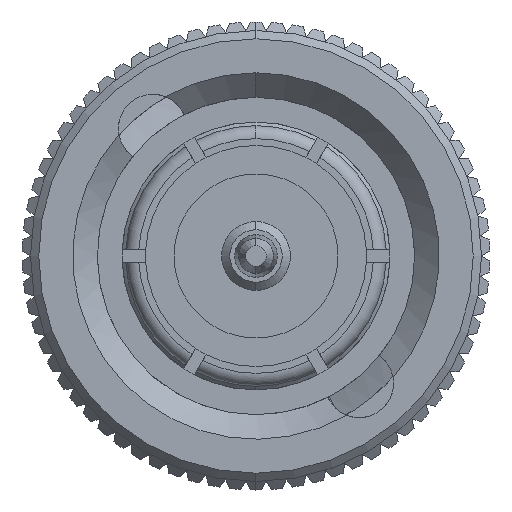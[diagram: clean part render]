
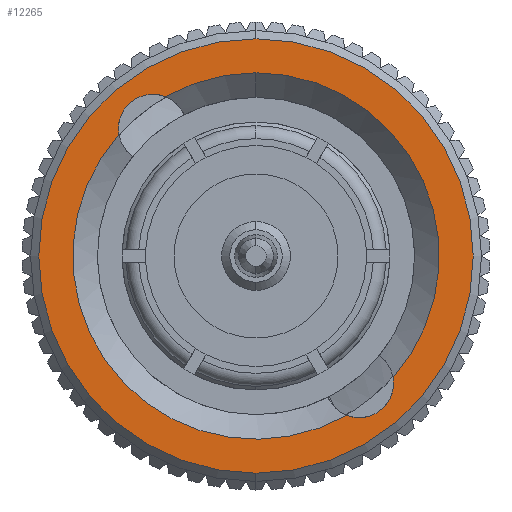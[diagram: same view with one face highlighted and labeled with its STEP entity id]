
A CAD part, left-side view. The second image highlights one B-rep face of the part: STEP entity #12265.
In plain terms, the highlighted planar face has unit normal (-1, 0, 0).
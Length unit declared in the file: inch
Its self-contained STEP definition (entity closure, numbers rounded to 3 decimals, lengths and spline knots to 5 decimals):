
#75 = CIRCLE ( 'NONE', #7899, 0.265 ) ;
#341 = DIRECTION ( 'NONE',  ( 0., 0., -1. ) ) ;
#417 = CARTESIAN_POINT ( 'NONE',  ( 0., 0., 0. ) ) ;
#444 = VERTEX_POINT ( 'NONE', #4851 ) ;
#621 = DIRECTION ( 'NONE',  ( -1., 0., 0. ) ) ;
#745 = AXIS2_PLACEMENT_3D ( 'NONE', #11060, #2861, #9046 ) ;
#1162 = CIRCLE ( 'NONE', #11565, 0.0419 ) ;
#1199 = CARTESIAN_POINT ( 'NONE',  ( 0., 0., 0. ) ) ;
#1238 = EDGE_CURVE ( 'NONE', #2837, #8594, #7074, .T. ) ;
#1609 = AXIS2_PLACEMENT_3D ( 'NONE', #8578, #3416, #341 ) ;
#2487 = CIRCLE ( 'NONE', #745, 0.0419 ) ;
#2837 = VERTEX_POINT ( 'NONE', #10081 ) ;
#2861 = DIRECTION ( 'NONE',  ( -1., 0., 0. ) ) ;
#2991 = CIRCLE ( 'NONE', #13156, 0.2235 ) ;
#3125 = EDGE_LOOP ( 'NONE', ( #3448, #8303 ) ) ;
#3190 = EDGE_CURVE ( 'NONE', #444, #11528, #2991, .T. ) ;
#3309 = DIRECTION ( 'NONE',  ( 0., 0., -1. ) ) ;
#3416 = DIRECTION ( 'NONE',  ( -1., 0., 0. ) ) ;
#3448 = ORIENTED_EDGE ( 'NONE', *, *, #1238, .T. ) ;
#3878 = CARTESIAN_POINT ( 'NONE',  ( 0., 0., 0. ) ) ;
#4241 = CARTESIAN_POINT ( 'NONE',  ( 0., -0.11042, -0.19432 ) ) ;
#4564 = CIRCLE ( 'NONE', #8690, 0.2235 ) ;
#4573 = AXIS2_PLACEMENT_3D ( 'NONE', #417, #7772, #10670 ) ;
#4616 = CARTESIAN_POINT ( 'NONE',  ( 0., 0., 0.2235 ) ) ;
#4620 = EDGE_CURVE ( 'NONE', #444, #5452, #2487, .T. ) ;
#4829 = DIRECTION ( 'NONE',  ( -1., 0., 0. ) ) ;
#4851 = CARTESIAN_POINT ( 'NONE',  ( 0., 0.11042, 0.19432 ) ) ;
#5049 = EDGE_CURVE ( 'NONE', #7327, #9350, #1162, .T. ) ;
#5285 = EDGE_CURVE ( 'NONE', #5452, #10276, #11343, .T. ) ;
#5319 = EDGE_CURVE ( 'NONE', #8594, #2837, #75, .T. ) ;
#5452 = VERTEX_POINT ( 'NONE', #8155 ) ;
#5465 = FACE_OUTER_BOUND ( 'NONE', #3125, .T. ) ;
#5506 = AXIS2_PLACEMENT_3D ( 'NONE', #7821, #5519, #12813 ) ;
#5519 = DIRECTION ( 'NONE',  ( 1., 0., 0. ) ) ;
#5642 = CARTESIAN_POINT ( 'NONE',  ( 0., -0.12592, -0.15539 ) ) ;
#5666 = DIRECTION ( 'NONE',  ( 1., 0., 0. ) ) ;
#5805 = ORIENTED_EDGE ( 'NONE', *, *, #11202, .T. ) ;
#6350 = ORIENTED_EDGE ( 'NONE', *, *, #3190, .T. ) ;
#6914 = DIRECTION ( 'NONE',  ( -1., 0., 0. ) ) ;
#7074 = CIRCLE ( 'NONE', #8376, 0.265 ) ;
#7327 = VERTEX_POINT ( 'NONE', #4241 ) ;
#7772 = DIRECTION ( 'NONE',  ( 1., 0., 0. ) ) ;
#7821 = CARTESIAN_POINT ( 'NONE',  ( 0., 0., 0. ) ) ;
#7880 = DIRECTION ( 'NONE',  ( 0., 0., -1. ) ) ;
#7899 = AXIS2_PLACEMENT_3D ( 'NONE', #3878, #4829, #7880 ) ;
#8155 = CARTESIAN_POINT ( 'NONE',  ( 0., 0.12592, 0.19729 ) ) ;
#8303 = ORIENTED_EDGE ( 'NONE', *, *, #5319, .T. ) ;
#8376 = AXIS2_PLACEMENT_3D ( 'NONE', #8992, #621, #13098 ) ;
#8578 = CARTESIAN_POINT ( 'NONE',  ( 0., 0.12592, 0.15539 ) ) ;
#8585 = DIRECTION ( 'NONE',  ( 0., 0., -1. ) ) ;
#8594 = VERTEX_POINT ( 'NONE', #11304 ) ;
#8690 = AXIS2_PLACEMENT_3D ( 'NONE', #1199, #12577, #3309 ) ;
#8992 = CARTESIAN_POINT ( 'NONE',  ( 0., 0., 0. ) ) ;
#9046 = DIRECTION ( 'NONE',  ( 0., 0., -1. ) ) ;
#9081 = ORIENTED_EDGE ( 'NONE', *, *, #5049, .F. ) ;
#9326 = ORIENTED_EDGE ( 'NONE', *, *, #12049, .T. ) ;
#9350 = VERTEX_POINT ( 'NONE', #10179 ) ;
#10081 = CARTESIAN_POINT ( 'NONE',  ( 0., 0., -0.265 ) ) ;
#10179 = CARTESIAN_POINT ( 'NONE',  ( 0., -0.16722, -0.14829 ) ) ;
#10276 = VERTEX_POINT ( 'NONE', #12602 ) ;
#10670 = DIRECTION ( 'NONE',  ( 0., 1., 0. ) ) ;
#10713 = EDGE_LOOP ( 'NONE', ( #9081, #9326, #11224, #12244, #6350, #5805 ) ) ;
#11035 = DIRECTION ( 'NONE',  ( 0., 0., -1. ) ) ;
#11060 = CARTESIAN_POINT ( 'NONE',  ( 0., 0.12592, 0.15539 ) ) ;
#11202 = EDGE_CURVE ( 'NONE', #11528, #9350, #11989, .T. ) ;
#11224 = ORIENTED_EDGE ( 'NONE', *, *, #5285, .F. ) ;
#11304 = CARTESIAN_POINT ( 'NONE',  ( 0., 0., 0.265 ) ) ;
#11343 = CIRCLE ( 'NONE', #1609, 0.0419 ) ;
#11528 = VERTEX_POINT ( 'NONE', #4616 ) ;
#11565 = AXIS2_PLACEMENT_3D ( 'NONE', #5642, #6914, #11035 ) ;
#11743 = CARTESIAN_POINT ( 'NONE',  ( 0., 0., 0. ) ) ;
#11744 = FACE_BOUND ( 'NONE', #10713, .T. ) ;
#11989 = CIRCLE ( 'NONE', #5506, 0.2235 ) ;
#12049 = EDGE_CURVE ( 'NONE', #7327, #10276, #4564, .T. ) ;
#12244 = ORIENTED_EDGE ( 'NONE', *, *, #4620, .F. ) ;
#12265 = ADVANCED_FACE ( 'NONE', ( #11744, #5465 ), #12692, .F. ) ;
#12577 = DIRECTION ( 'NONE',  ( 1., 0., 0. ) ) ;
#12602 = CARTESIAN_POINT ( 'NONE',  ( 0., 0.16722, 0.14829 ) ) ;
#12692 = PLANE ( 'NONE',  #4573 ) ;
#12813 = DIRECTION ( 'NONE',  ( 0., 0., -1. ) ) ;
#13098 = DIRECTION ( 'NONE',  ( 0., 0., -1. ) ) ;
#13156 = AXIS2_PLACEMENT_3D ( 'NONE', #11743, #5666, #8585 ) ;
